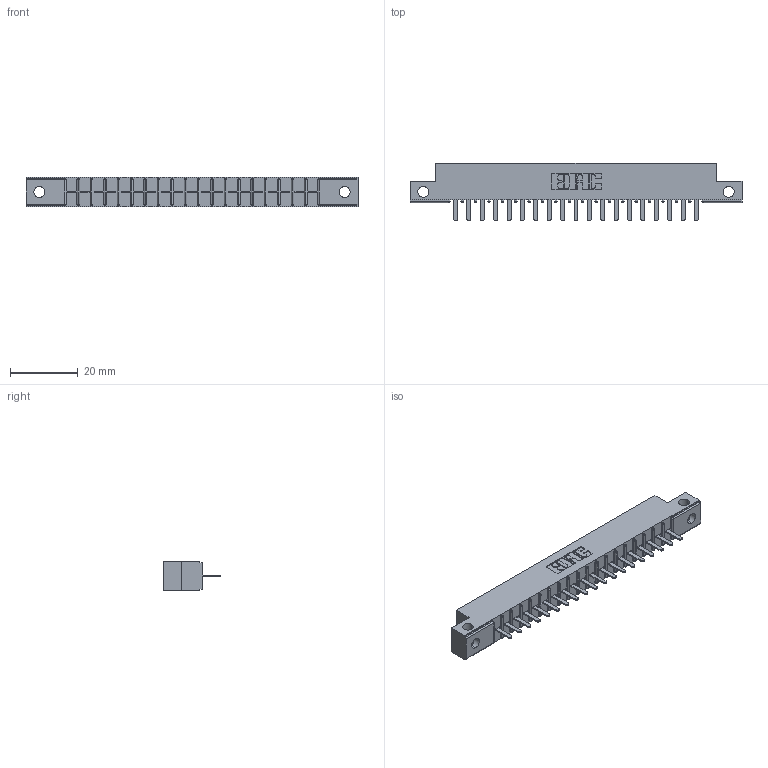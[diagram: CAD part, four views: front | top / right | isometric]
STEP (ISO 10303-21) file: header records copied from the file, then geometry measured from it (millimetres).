
FILE_DESCRIPTION (( 'STEP AP203' ), '1' );
FILE_NAME ('306-019-420-112.STEP', '2020-09-21T20:01:08', ( '' ), ( '' ), 'SwSTEP 2.0', 'SolidWorks 2020', '' );
FILE_SCHEMA (( 'CONFIG_CONTROL_DESIGN' ));
Length unit declared in the file: inch
Products named in the file (3): 306-019-420-112; 306-290-001_120; 306 Part_.128 Dia
Assembly tree (20 placements, depth 2):
  306-019-420-112
    306 Part_.128 Dia
    306-290-001_120  x19
Bounding box: 98.3 x 17.12 x 8.71 mm (x, y, z)
Volume: 6572.8 mm3; surface area: 9579.8 mm2
Topology: 20 solids, 20 shells, 1458 faces, 4095 edges, 2622 vertices
Faces by surface type: plane 961, cylinder 421, sphere 76
Entity records: 21060 total; most frequent: CARTESIAN_POINT 3580, ORIENTED_EDGE 3502, DIRECTION 3471, EDGE_CURVE 1751, VECTOR 1341, LINE 1341, VERTEX_POINT 1110, AXIS2_PLACEMENT_3D 1065
